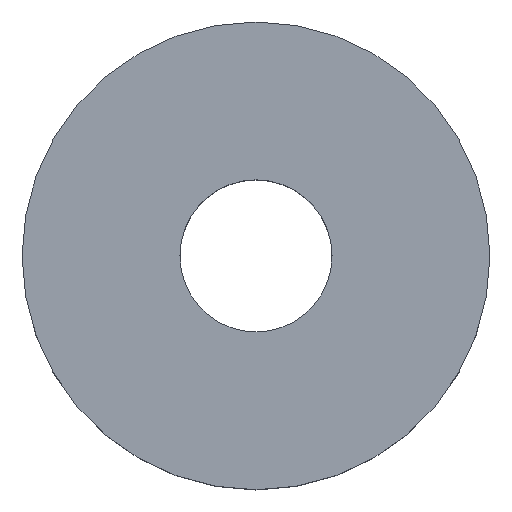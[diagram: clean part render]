
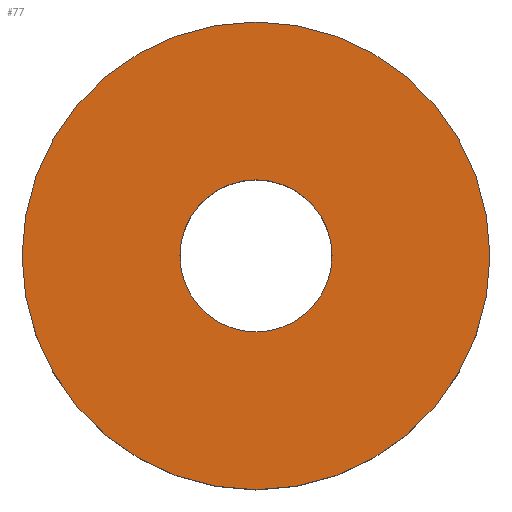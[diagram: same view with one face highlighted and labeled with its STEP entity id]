
A CAD part, top view. The second image highlights one B-rep face of the part: STEP entity #77.
In plain terms, the highlighted planar face has unit normal (0, 0, 1).
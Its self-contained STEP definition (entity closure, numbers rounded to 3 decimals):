
#1 = CIRCLE ( 'NONE', #168, 6.5 ) ;
#3 = EDGE_CURVE ( 'NONE', #98, #44, #93, .T. ) ;
#4 = DIRECTION ( 'NONE',  ( 1., 0., 0. ) ) ;
#10 = FACE_OUTER_BOUND ( 'NONE', #128, .T. ) ;
#20 = ORIENTED_EDGE ( 'NONE', *, *, #116, .T. ) ;
#21 = AXIS2_PLACEMENT_3D ( 'NONE', #159, #84, #218 ) ;
#30 = ORIENTED_EDGE ( 'NONE', *, *, #33, .F. ) ;
#32 = CARTESIAN_POINT ( 'NONE',  ( 0., 0., 10. ) ) ;
#33 = EDGE_CURVE ( 'NONE', #52, #191, #1, .T. ) ;
#44 = VERTEX_POINT ( 'NONE', #136 ) ;
#49 = CARTESIAN_POINT ( 'NONE',  ( 0., 0., 10. ) ) ;
#52 = VERTEX_POINT ( 'NONE', #119 ) ;
#53 = CIRCLE ( 'NONE', #237, 6.5 ) ;
#67 = DIRECTION ( 'NONE',  ( 0., 0., 1. ) ) ;
#77 = ADVANCED_FACE ( 'NONE', ( #10, #142 ), #195, .T. ) ;
#84 = DIRECTION ( 'NONE',  ( 0., 0., 1. ) ) ;
#89 = DIRECTION ( 'NONE',  ( 1., 0., 0. ) ) ;
#93 = CIRCLE ( 'NONE', #150, 20. ) ;
#98 = VERTEX_POINT ( 'NONE', #122 ) ;
#100 = CARTESIAN_POINT ( 'NONE',  ( 0., 0., 10. ) ) ;
#116 = EDGE_CURVE ( 'NONE', #44, #98, #236, .T. ) ;
#119 = CARTESIAN_POINT ( 'NONE',  ( 6.5, 0., 10. ) ) ;
#120 = DIRECTION ( 'NONE',  ( 1., 0., 0. ) ) ;
#122 = CARTESIAN_POINT ( 'NONE',  ( 20., 0., 10. ) ) ;
#128 = EDGE_LOOP ( 'NONE', ( #20, #215 ) ) ;
#131 = DIRECTION ( 'NONE',  ( 1., 0., 0. ) ) ;
#136 = CARTESIAN_POINT ( 'NONE',  ( -20., 0., 10. ) ) ;
#141 = CARTESIAN_POINT ( 'NONE',  ( -6.5, 0., 10. ) ) ;
#142 = FACE_BOUND ( 'NONE', #158, .T. ) ;
#149 = ORIENTED_EDGE ( 'NONE', *, *, #220, .F. ) ;
#150 = AXIS2_PLACEMENT_3D ( 'NONE', #32, #67, #89 ) ;
#158 = EDGE_LOOP ( 'NONE', ( #149, #30 ) ) ;
#159 = CARTESIAN_POINT ( 'NONE',  ( 0., 0., 10. ) ) ;
#168 = AXIS2_PLACEMENT_3D ( 'NONE', #49, #246, #4 ) ;
#176 = DIRECTION ( 'NONE',  ( 0., 0., 1. ) ) ;
#191 = VERTEX_POINT ( 'NONE', #141 ) ;
#195 = PLANE ( 'NONE',  #209 ) ;
#209 = AXIS2_PLACEMENT_3D ( 'NONE', #210, #233, #120 ) ;
#210 = CARTESIAN_POINT ( 'NONE',  ( 0., 0., 10. ) ) ;
#215 = ORIENTED_EDGE ( 'NONE', *, *, #3, .T. ) ;
#218 = DIRECTION ( 'NONE',  ( 1., 0., 0. ) ) ;
#220 = EDGE_CURVE ( 'NONE', #191, #52, #53, .T. ) ;
#233 = DIRECTION ( 'NONE',  ( 0., 0., 1. ) ) ;
#236 = CIRCLE ( 'NONE', #21, 20. ) ;
#237 = AXIS2_PLACEMENT_3D ( 'NONE', #100, #176, #131 ) ;
#246 = DIRECTION ( 'NONE',  ( 0., 0., 1. ) ) ;
